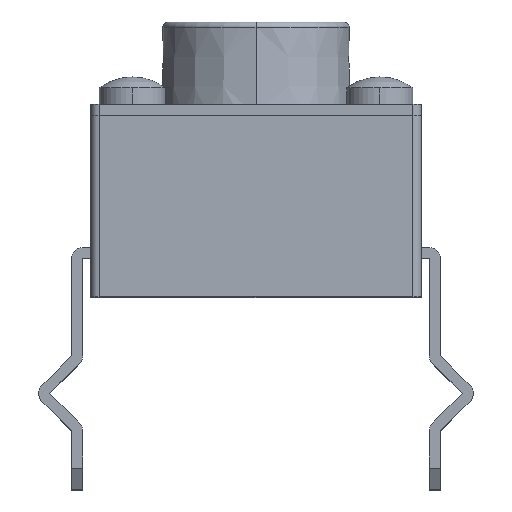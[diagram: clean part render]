
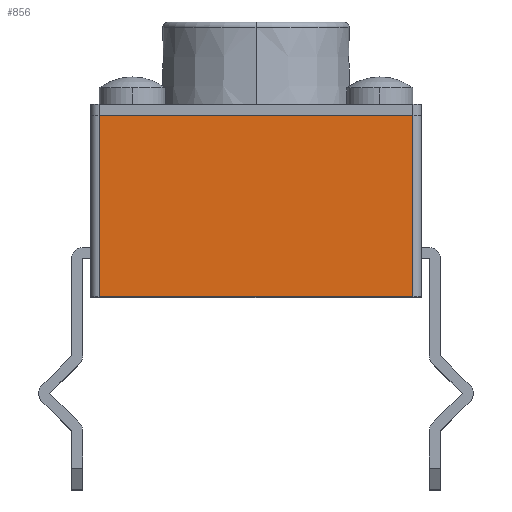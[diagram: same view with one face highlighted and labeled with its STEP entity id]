
A CAD part, top view. The second image highlights one B-rep face of the part: STEP entity #856.
In plain terms, the highlighted planar face has unit normal (0, 0, 1).
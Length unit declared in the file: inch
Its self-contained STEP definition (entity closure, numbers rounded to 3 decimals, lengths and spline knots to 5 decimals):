
#271 = CARTESIAN_POINT ( 'NONE',  ( 0.1122, 0.12992, 0.11811 ) ) ;
#304 = CARTESIAN_POINT ( 'NONE',  ( -0.1122, 0., 0.11811 ) ) ;
#319 = VECTOR ( 'NONE', #2187, 39.37008 ) ;
#582 = CARTESIAN_POINT ( 'NONE',  ( 0.1122, 0.12992, 0.11811 ) ) ;
#599 = ORIENTED_EDGE ( 'NONE', *, *, #4209, .T. ) ;
#667 = DIRECTION ( 'NONE',  ( 0., -1., 0. ) ) ;
#672 = DIRECTION ( 'NONE',  ( 0., -1., 0. ) ) ;
#710 = PLANE ( 'NONE',  #1156 ) ;
#782 = EDGE_CURVE ( 'NONE', #3464, #1389, #3268, .T. ) ;
#856 = ADVANCED_FACE ( 'NONE', ( #2023 ), #710, .F. ) ;
#1156 = AXIS2_PLACEMENT_3D ( 'NONE', #1652, #3993, #667 ) ;
#1302 = CARTESIAN_POINT ( 'NONE',  ( -0.1122, 0.12992, 0.11811 ) ) ;
#1389 = VERTEX_POINT ( 'NONE', #582 ) ;
#1524 = VECTOR ( 'NONE', #4327, 39.37008 ) ;
#1542 = EDGE_CURVE ( 'NONE', #4066, #3220, #4309, .T. ) ;
#1556 = VECTOR ( 'NONE', #672, 39.37008 ) ;
#1605 = DIRECTION ( 'NONE',  ( 0., 1., 0. ) ) ;
#1652 = CARTESIAN_POINT ( 'NONE',  ( -0.11811, 0.12992, 0.11811 ) ) ;
#1736 = CARTESIAN_POINT ( 'NONE',  ( 0.1122, 0., 0.11811 ) ) ;
#1764 = ORIENTED_EDGE ( 'NONE', *, *, #3960, .F. ) ;
#1839 = CARTESIAN_POINT ( 'NONE',  ( -0.11811, 0.12992, 0.11811 ) ) ;
#1841 = ORIENTED_EDGE ( 'NONE', *, *, #782, .T. ) ;
#2023 = FACE_OUTER_BOUND ( 'NONE', #3432, .T. ) ;
#2187 = DIRECTION ( 'NONE',  ( 1., 0., 0. ) ) ;
#2406 = LINE ( 'NONE', #3670, #1524 ) ;
#2514 = ORIENTED_EDGE ( 'NONE', *, *, #1542, .T. ) ;
#2551 = VECTOR ( 'NONE', #1605, 39.37008 ) ;
#2925 = CARTESIAN_POINT ( 'NONE',  ( -0.1122, 0.12992, 0.11811 ) ) ;
#3150 = LINE ( 'NONE', #1839, #319 ) ;
#3220 = VERTEX_POINT ( 'NONE', #304 ) ;
#3268 = LINE ( 'NONE', #271, #2551 ) ;
#3432 = EDGE_LOOP ( 'NONE', ( #599, #1841, #1764, #2514 ) ) ;
#3464 = VERTEX_POINT ( 'NONE', #1736 ) ;
#3670 = CARTESIAN_POINT ( 'NONE',  ( -0.11811, 0., 0.11811 ) ) ;
#3960 = EDGE_CURVE ( 'NONE', #4066, #1389, #3150, .T. ) ;
#3993 = DIRECTION ( 'NONE',  ( 0., 0., -1. ) ) ;
#4066 = VERTEX_POINT ( 'NONE', #2925 ) ;
#4209 = EDGE_CURVE ( 'NONE', #3220, #3464, #2406, .T. ) ;
#4309 = LINE ( 'NONE', #1302, #1556 ) ;
#4327 = DIRECTION ( 'NONE',  ( 1., 0., 0. ) ) ;
